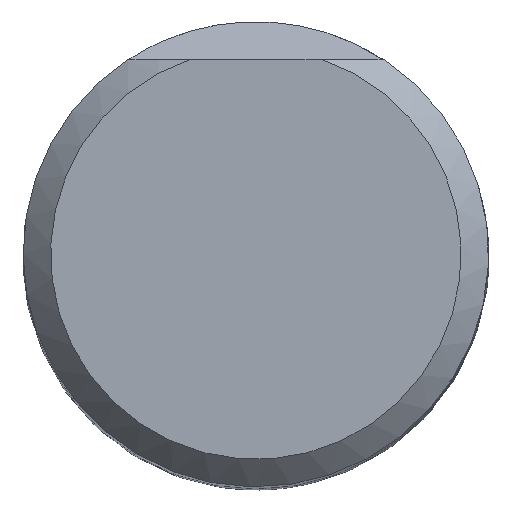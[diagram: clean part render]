
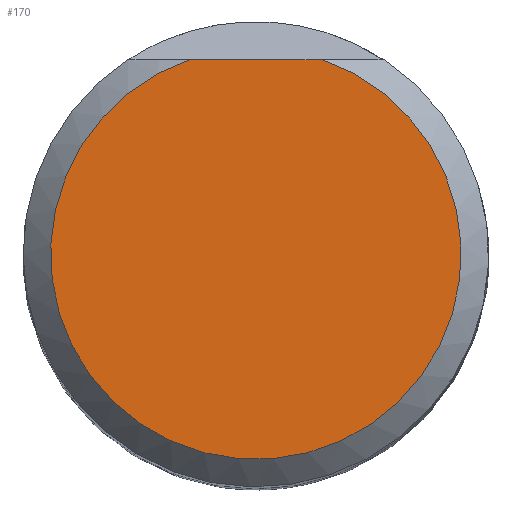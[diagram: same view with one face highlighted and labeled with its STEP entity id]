
A CAD part, top view. The second image highlights one B-rep face of the part: STEP entity #170.
In plain terms, the highlighted planar face has unit normal (0, 0, 1).
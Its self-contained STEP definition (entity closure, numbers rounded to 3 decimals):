
#106=LINE('',#721,#114);
#114=VECTOR('',#615,1.);
#131=FACE_OUTER_BOUND('',#250,.T.);
#140=PLANE('',#517);
#170=ADVANCED_FACE('CU_SU3',(#131),#140,.T.);
#250=EDGE_LOOP('',(#293,#294));
#293=ORIENTED_EDGE('',*,*,#369,.F.);
#294=ORIENTED_EDGE('',*,*,#370,.F.);
#341=VERTEX_POINT('',#722);
#342=VERTEX_POINT('',#723);
#369=EDGE_CURVE('',#341,#342,#106,.T.);
#370=EDGE_CURVE('',#342,#341,#401,.T.);
#401=CIRCLE('',#516,11.197);
#516=AXIS2_PLACEMENT_3D('',#724,#616,#617);
#517=AXIS2_PLACEMENT_3D('',#725,#618,#619);
#615=DIRECTION('',(1.,0.,0.));
#616=DIRECTION('',(0.,0.,-1.));
#617=DIRECTION('',(-1.,0.,0.));
#618=DIRECTION('',(0.,0.,1.));
#619=DIRECTION('',(1.,0.,0.));
#721=CARTESIAN_POINT('',(0.,10.6,0.));
#722=CARTESIAN_POINT('',(-3.607,10.6,0.));
#723=CARTESIAN_POINT('',(3.607,10.6,0.));
#724=CARTESIAN_POINT('',(0.,0.,0.));
#725=CARTESIAN_POINT('',(0.,11.197,0.));
